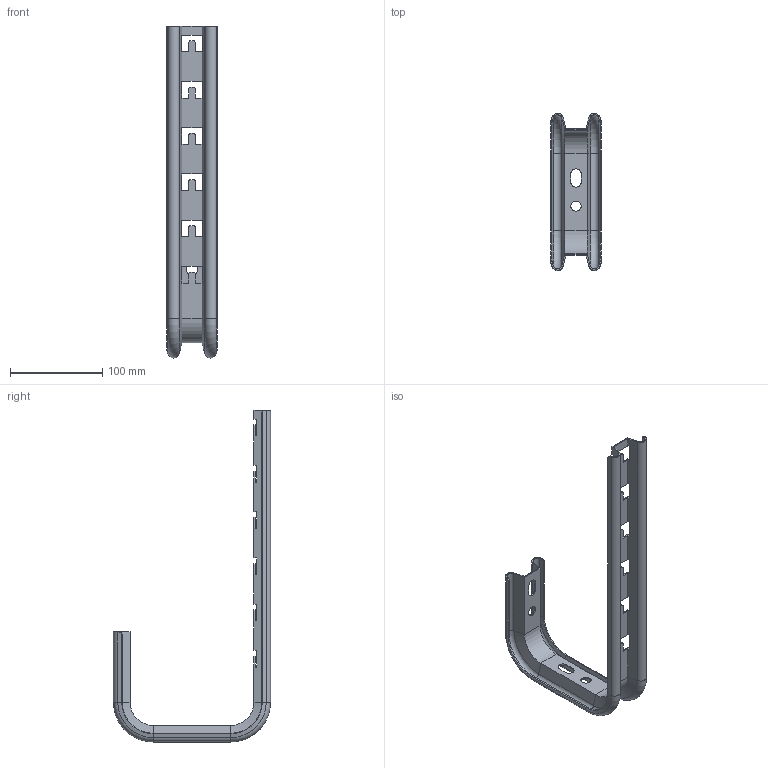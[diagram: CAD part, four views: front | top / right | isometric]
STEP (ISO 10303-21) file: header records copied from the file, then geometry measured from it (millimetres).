
FILE_DESCRIPTION (( 'STEP AP203' ), '1' );
FILE_NAME ('CLW10-VREF-300 Êîíñîëü ïîòîëî÷íàÿ VREF 300.STEP', '2016-04-13T12:22:16', ( '' ), ( '' ), 'SwSTEP 2.0', 'SolidWorks 2014', '' );
FILE_SCHEMA (( 'CONFIG_CONTROL_DESIGN' ));
Length unit declared in the file: millimetre
Products named in the file (1): CLW10-VREF-300 Êîíñîëü ïîòîëî÷íàÿ VREF 300
Bounding box: 55 x 169.97 x 358.98 mm (x, y, z)
Volume: 71411 mm3; surface area: 98505.7 mm2
Topology: 1 solids, 1 shells, 168 faces, 471 edges, 293 vertices
Faces by surface type: plane 102, cylinder 38, cone 20, torus 8
Full cylindrical faces by diameter (mm): 11 x2
Entity records: 5409 total; most frequent: ORIENTED_EDGE 936, CARTESIAN_POINT 929, DIRECTION 906, EDGE_CURVE 468, LINE 368, VECTOR 368, VERTEX_POINT 292, AXIS2_PLACEMENT_3D 269
